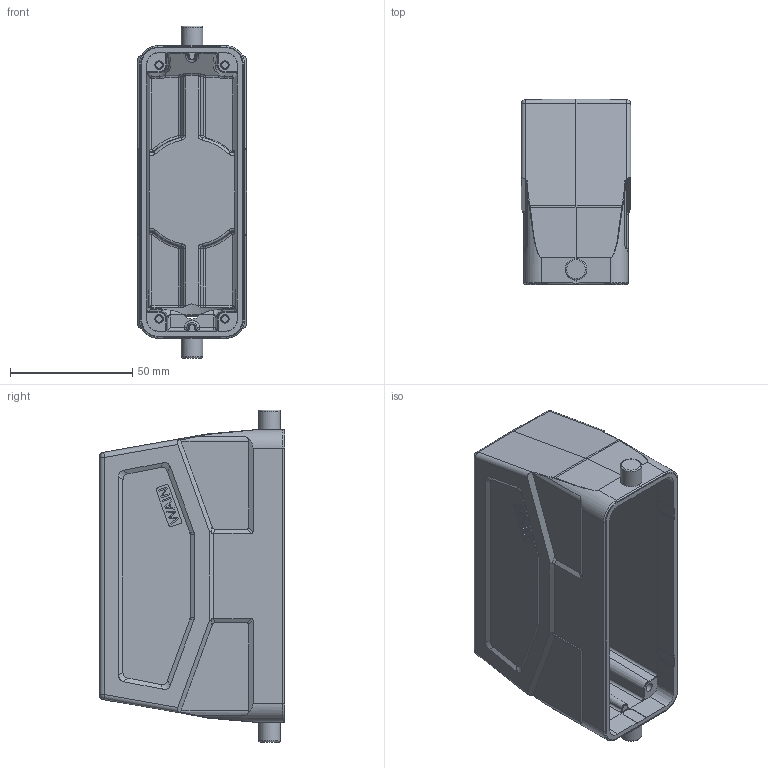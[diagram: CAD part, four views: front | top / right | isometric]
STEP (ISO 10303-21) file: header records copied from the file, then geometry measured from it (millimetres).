
FILE_DESCRIPTION(/* description */ (''),/* implementation_level */ '2;1');
FILE_NAME(/* name */ '3D_1241245105002_WV24B-SEH-2B-M40_V1.1.stp',/* time_stamp */ '2023-12-19T13:10:33+08:00',/* author */ (''),/* organization */ (''),/* preprocessor_version */ 'ST-DEVELOPER v18.1',/* originating_system */ 'SIEMENS PLM Software NX 1980',/* authorisation */ '');
FILE_SCHEMA (('AP203_CONFIGURATION_CONTROLLED_3D_DESIGN_OF_MECHANICAL_PARTS_AND_ASSEMBLIES_MIM_LF { 1 0 10303 403 2 1 2}'));
Length unit declared in the file: millimetre
Products named in the file (1): 3D_1241245105001_WV24B-SEH-2B-M32_V1.0_stp
Bounding box: 45 x 76 x 136 mm (x, y, z)
Volume: 95367.8 mm3; surface area: 52170 mm2
Topology: 1 solids, 1 shells, 518 faces, 1299 edges, 797 vertices
Faces by surface type: plane 231, cylinder 168, bspline 56, sphere 23, torus 22, cone 16, extrusion 2
Full cylindrical faces by diameter (mm): 2.7 x4, 3.5 x4, 8.8 x2, 38.5 x1
Entity records: 16935 total; most frequent: CARTESIAN_POINT 4707, ORIENTED_EDGE 2550, DIRECTION 2534, EDGE_CURVE 1275, AXIS2_PLACEMENT_3D 915, VERTEX_POINT 795, VECTOR 704, LINE 702
